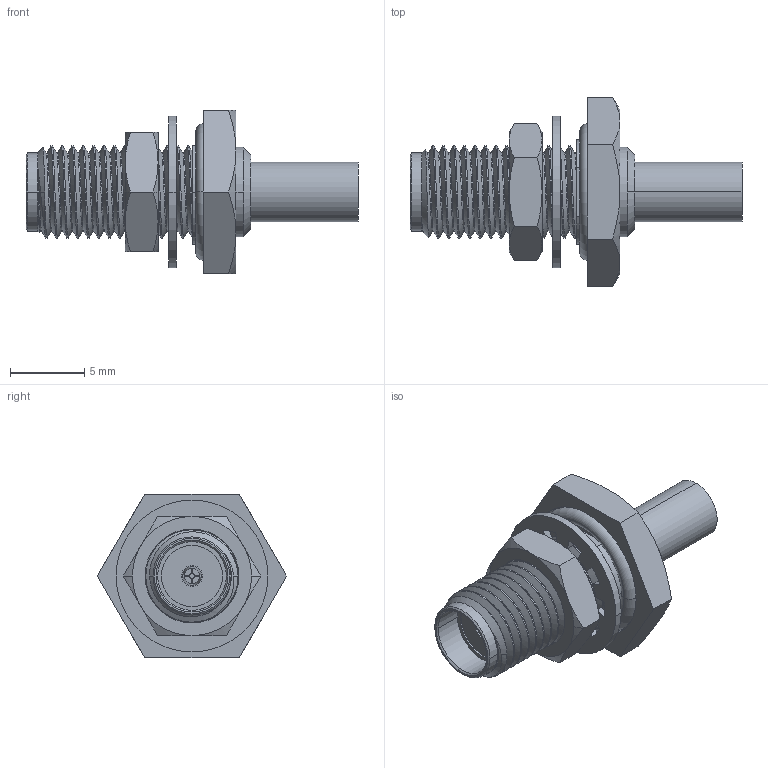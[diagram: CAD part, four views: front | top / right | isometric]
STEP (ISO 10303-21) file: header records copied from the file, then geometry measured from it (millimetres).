
FILE_DESCRIPTION (( 'STEP AP214' ), '1' );
FILE_NAME ('FMCN5363_3D.step', '2025-04-17T23:22:33', ( '' ), ( '' ), 'SwSTEP 2.0', 'SolidWorks 2022', '' );
FILE_SCHEMA (( 'AUTOMOTIVE_DESIGN' ));
Length unit declared in the file: inch
Products named in the file (7): Hex Nut^FMCN5363; Center Pin^FMCN5363; Washer^FMCN5363; Body^FMCN5363; Ferrule^FMCN5363; O-Ring^FMCN5363; FMCN5363_3D
Assembly tree (6 placements, depth 2):
  FMCN5363_3D
    Body^FMCN5363
    O-Ring^FMCN5363
    Washer^FMCN5363
    Hex Nut^FMCN5363
    Ferrule^FMCN5363
    Center Pin^FMCN5363
Bounding box: 22.3 x 12.7 x 11 mm (x, y, z)
Volume: 667.6 mm3; surface area: 1405.3 mm2
Topology: 6 solids, 6 shells, 214 faces, 532 edges, 336 vertices
Faces by surface type: cylinder 86, plane 67, cone 36, sphere 16, torus 6, bspline 3
Entity records: 8793 total; most frequent: CARTESIAN_POINT 3471, DIRECTION 1085, ORIENTED_EDGE 1060, EDGE_CURVE 530, AXIS2_PLACEMENT_3D 439, VERTEX_POINT 336, EDGE_LOOP 232, CIRCLE 219
